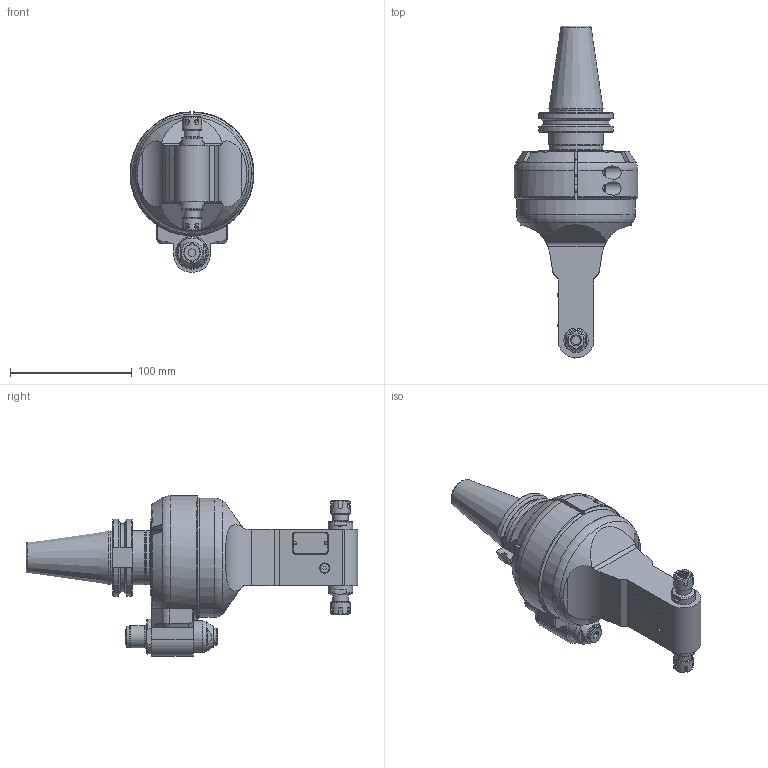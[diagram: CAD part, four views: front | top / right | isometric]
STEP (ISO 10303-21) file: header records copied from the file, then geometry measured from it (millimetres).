
FILE_DESCRIPTION(/* description */ (''),/* implementation_level */ '2;1');
FILE_NAME(/* name */ '9.F90.0700D-1C40.stp',/* time_stamp */ '2025-09-26T15:02:05-04:00',/* author */ ('jkrenzer'),/* organization */ (''),/* preprocessor_version */ 'ST-DEVELOPER v18.1',/* originating_system */ 'Autodesk Inventor 2022',/* authorisation */ '');
FILE_SCHEMA (('AUTOMOTIVE_DESIGN { 1 0 10303 214 3 1 1 }'));
Length unit declared in the file: millimetre
Products named in the file (3): 9.F90.0700D-1C40; 9_GA1_446_2 (EVO, Type 1, C40, 65mm, 35mm); 9_F90_07000_2U
Assembly tree (2 placements, depth 2):
  9.F90.0700D-1C40
    9_GA1_446_2 (EVO, Type 1, C40, 65mm, 35mm)
    9_F90_07000_2U
Bounding box: 102 x 273.19 x 131.98 mm (x, y, z)
Volume: 801918.8 mm3; surface area: 140942.3 mm2
Topology: 4 solids, 5 shells, 669 faces, 1669 edges, 1079 vertices
Faces by surface type: plane 299, cylinder 192, cone 140, torus 32, sphere 4, bspline 2
Full cylindrical faces by diameter (mm): 2.5 x3, 2.6 x2, 3 x2, 3.2 x4, 3.3 x2, 4.2 x2, 5 x3, 6 x3, 6.5 x3, 7 x2, 7.5 x3, 8 x2, 8.5 x21, 8.821 x1, 9 x3, 9.2 x1, 9.525 x1, 10 x4, 10.4 x2, 10.5 x2, 11 x2, 11.6 x2, 12 x3, 12.25 x2, 12.5 x2, 12.8 x1, 13 x3, 13.376 x1, 13.5 x2, 14 x1
Entity records: 23210 total; most frequent: CARTESIAN_POINT 7080, DIRECTION 3430, ORIENTED_EDGE 3272, EDGE_CURVE 1636, AXIS2_PLACEMENT_3D 1329, VERTEX_POINT 1079, EDGE_LOOP 785, LINE 772
